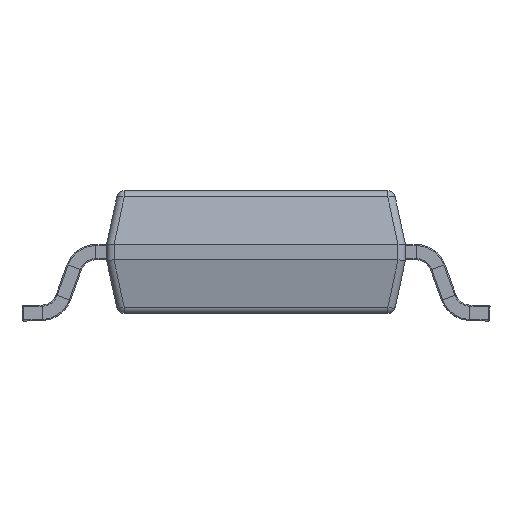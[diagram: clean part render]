
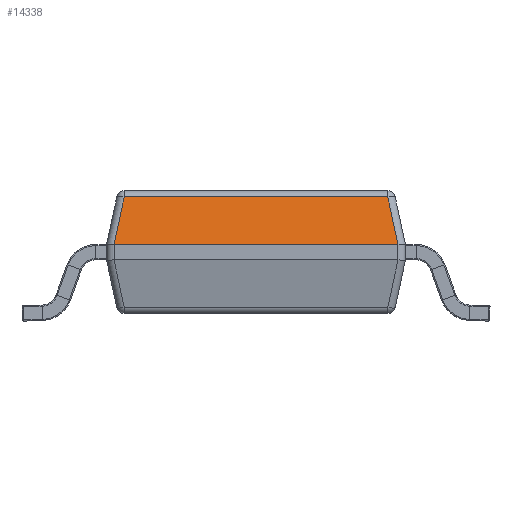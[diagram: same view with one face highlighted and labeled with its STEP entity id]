
A CAD part, left-side view. The second image highlights one B-rep face of the part: STEP entity #14338.
In plain terms, the highlighted face is planar.
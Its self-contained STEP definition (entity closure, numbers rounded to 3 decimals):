
#87=ELLIPSE('',#16153,0.477,0.1);
#88=ELLIPSE('',#16154,0.477,0.1);
#687=PLANE('',#16152);
#1660=LINE('',#25090,#2769);
#1682=LINE('',#25154,#2791);
#1683=LINE('',#25156,#2792);
#1684=LINE('',#25158,#2793);
#2769=VECTOR('',#20418,1.);
#2791=VECTOR('',#20472,1.);
#2792=VECTOR('',#20473,1.);
#2793=VECTOR('',#20474,1.);
#4135=FACE_OUTER_BOUND('',#5117,.T.);
#5117=EDGE_LOOP('',(#12726,#12727,#12728,#12729,#12730,#12731));
#7076=VERTEX_POINT('',#25087);
#7077=VERTEX_POINT('',#25089);
#7102=VERTEX_POINT('',#25151);
#7103=VERTEX_POINT('',#25153);
#7104=VERTEX_POINT('',#25155);
#7105=VERTEX_POINT('',#25157);
#8991=EDGE_CURVE('',#7076,#7077,#1660,.T.);
#9021=EDGE_CURVE('',#7076,#7102,#87,.T.);
#9022=EDGE_CURVE('',#7102,#7103,#1682,.T.);
#9023=EDGE_CURVE('',#7103,#7104,#1683,.T.);
#9024=EDGE_CURVE('',#7104,#7105,#1684,.T.);
#9025=EDGE_CURVE('',#7105,#7077,#88,.T.);
#12726=ORIENTED_EDGE('',*,*,#8991,.F.);
#12727=ORIENTED_EDGE('',*,*,#9021,.T.);
#12728=ORIENTED_EDGE('',*,*,#9022,.T.);
#12729=ORIENTED_EDGE('',*,*,#9023,.T.);
#12730=ORIENTED_EDGE('',*,*,#9024,.T.);
#12731=ORIENTED_EDGE('',*,*,#9025,.T.);
#14338=ADVANCED_FACE('',(#4135),#687,.T.);
#16152=AXIS2_PLACEMENT_3D('',#25150,#20468,#20469);
#16153=AXIS2_PLACEMENT_3D('',#25152,#20470,#20471);
#16154=AXIS2_PLACEMENT_3D('',#25159,#20475,#20476);
#20418=DIRECTION('',(1.,0.,0.));
#20468=DIRECTION('center_axis',(0.,0.978,0.21));
#20469=DIRECTION('ref_axis',(1.,0.,0.));
#20470=DIRECTION('center_axis',(0.,0.978,
0.21));
#20471=DIRECTION('ref_axis',(0.,-0.21,0.978));
#20472=DIRECTION('',(0.205,-0.205,0.957));
#20473=DIRECTION('',(1.,0.,0.));
#20474=DIRECTION('',(0.205,0.205,-0.957));
#20475=DIRECTION('center_axis',(0.,0.978,
0.21));
#20476=DIRECTION('ref_axis',(0.,-0.21,0.978));
#25087=CARTESIAN_POINT('',(-1.85,5.,1.));
#25089=CARTESIAN_POINT('',(1.85,5.,1.));
#25090=CARTESIAN_POINT('',(1.95,5.,1.));
#25150=CARTESIAN_POINT('Origin',(0.,4.85,1.7));
#25151=CARTESIAN_POINT('',(-1.852,5.,1.));
#25152=CARTESIAN_POINT('Origin',(-1.85,4.9,1.467));
#25153=CARTESIAN_POINT('',(-1.719,4.867,1.621));
#25154=CARTESIAN_POINT('',(-1.631,4.778,2.034));
#25155=CARTESIAN_POINT('',(1.719,4.867,1.621));
#25156=CARTESIAN_POINT('',(0.,4.867,1.621));
#25157=CARTESIAN_POINT('',(1.852,5.,1.));
#25158=CARTESIAN_POINT('',(1.631,4.778,2.034));
#25159=CARTESIAN_POINT('Origin',(1.85,4.9,1.467));
